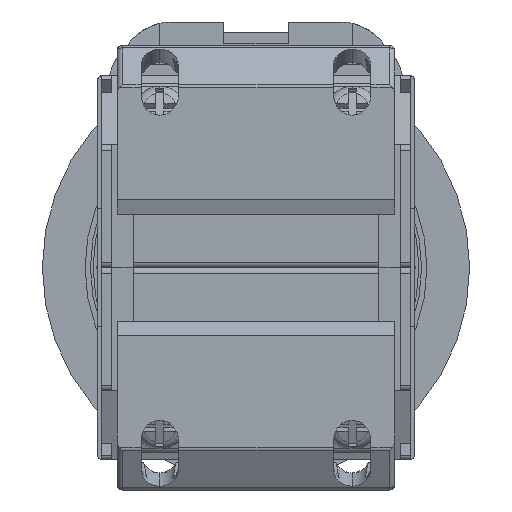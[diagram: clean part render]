
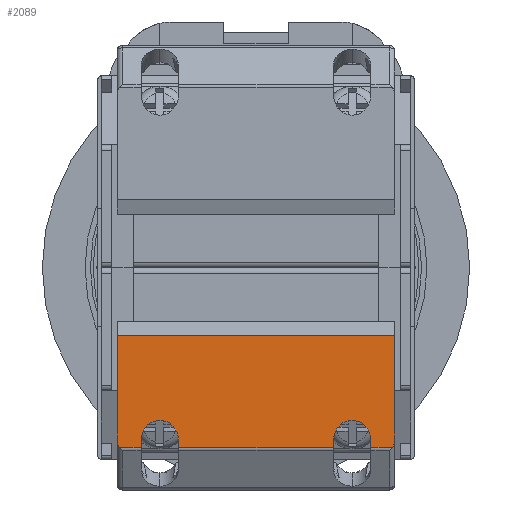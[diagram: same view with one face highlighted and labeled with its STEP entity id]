
A CAD part, front view. The second image highlights one B-rep face of the part: STEP entity #2089.
In plain terms, the highlighted planar face has unit normal (0, -1, 0).
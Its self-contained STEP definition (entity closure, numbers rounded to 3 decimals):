
#64 = CARTESIAN_POINT ( 'NONE',  ( 7.25, -41.5, -16.185 ) ) ;
#254 = DIRECTION ( 'NONE',  ( 0., 0., 1. ) ) ;
#461 = EDGE_CURVE ( 'NONE', #5295, #10193, #10612, .T. ) ;
#504 = CARTESIAN_POINT ( 'NONE',  ( 13., -41.5, -16.039 ) ) ;
#572 = DIRECTION ( 'NONE',  ( 0., 1., 0. ) ) ;
#666 = VERTEX_POINT ( 'NONE', #10794 ) ;
#765 = EDGE_CURVE ( 'NONE', #912, #4964, #8326, .T. ) ;
#912 = VERTEX_POINT ( 'NONE', #4157 ) ;
#936 = EDGE_CURVE ( 'NONE', #12838, #11312, #8850, .T. ) ;
#1015 = ORIENTED_EDGE ( 'NONE', *, *, #6232, .T. ) ;
#1148 = DIRECTION ( 'NONE',  ( 0., 0., -1. ) ) ;
#1401 = ORIENTED_EDGE ( 'NONE', *, *, #12430, .T. ) ;
#1483 = LINE ( 'NONE', #8699, #10087 ) ;
#1590 = CARTESIAN_POINT ( 'NONE',  ( 7.25, -41.5, -6.374 ) ) ;
#1644 = CARTESIAN_POINT ( 'NONE',  ( 13., -41.5, -16.382 ) ) ;
#1713 = CARTESIAN_POINT ( 'NONE',  ( 13., -41.5, -6.374 ) ) ;
#1745 = LINE ( 'NONE', #1713, #13377 ) ;
#1821 = CARTESIAN_POINT ( 'NONE',  ( 13., -41.5, -16.86 ) ) ;
#1909 = VERTEX_POINT ( 'NONE', #3705 ) ;
#1948 = VECTOR ( 'NONE', #6849, 1000. ) ;
#1958 = CARTESIAN_POINT ( 'NONE',  ( -10.75, -41.5, -6.374 ) ) ;
#2056 = DIRECTION ( 'NONE',  ( -1., 0., 0. ) ) ;
#2089 = ADVANCED_FACE ( 'NONE', ( #4765 ), #7280, .F. ) ;
#2107 = VERTEX_POINT ( 'NONE', #7230 ) ;
#2315 = VERTEX_POINT ( 'NONE', #12161 ) ;
#2447 = CARTESIAN_POINT ( 'NONE',  ( -13., -41.5, -6.374 ) ) ;
#2683 = VECTOR ( 'NONE', #13366, 1000. ) ;
#2830 = DIRECTION ( 'NONE',  ( 0., 0., 1. ) ) ;
#2868 = VECTOR ( 'NONE', #3097, 1000. ) ;
#2869 = ORIENTED_EDGE ( 'NONE', *, *, #936, .T. ) ;
#2937 = DIRECTION ( 'NONE',  ( -1., 0., 0. ) ) ;
#3088 =( BOUNDED_CURVE ( )  B_SPLINE_CURVE ( 3, ( #504, #1644, #11758, #5003 ),
 .UNSPECIFIED., .F., .F. ) 
 B_SPLINE_CURVE_WITH_KNOTS ( ( 4, 4 ),
 ( 4.712, 5.736 ),
 .UNSPECIFIED. ) 
 CURVE ( )  GEOMETRIC_REPRESENTATION_ITEM ( )  RATIONAL_B_SPLINE_CURVE ( ( 1., 0.915, 0.915, 1. ) ) 
 REPRESENTATION_ITEM ( '' )  );
#3097 = DIRECTION ( 'NONE',  ( 0., 0., 1. ) ) ;
#3101 = EDGE_CURVE ( 'NONE', #11312, #2107, #9288, .T. ) ;
#3231 = CARTESIAN_POINT ( 'NONE',  ( 12.76, -41.5, -16.86 ) ) ;
#3335 =( BOUNDED_CURVE ( )  B_SPLINE_CURVE ( 3, ( #64, #12397, #5672, #13603 ),
 .UNSPECIFIED., .F., .F. ) 
 B_SPLINE_CURVE_WITH_KNOTS ( ( 4, 4 ),
 ( 4.712, 7.854 ),
 .UNSPECIFIED. ) 
 CURVE ( )  GEOMETRIC_REPRESENTATION_ITEM ( )  RATIONAL_B_SPLINE_CURVE ( ( 1., 0.333, 0.333, 1. ) ) 
 REPRESENTATION_ITEM ( '' )  );
#3542 = EDGE_CURVE ( 'NONE', #13355, #4964, #7567, .T. ) ;
#3632 = CARTESIAN_POINT ( 'NONE',  ( -10.75, -41.5, -12.377 ) ) ;
#3705 = CARTESIAN_POINT ( 'NONE',  ( 13., -41.5, -6.374 ) ) ;
#3890 = CARTESIAN_POINT ( 'NONE',  ( 13., -41.5, -16.039 ) ) ;
#4157 = CARTESIAN_POINT ( 'NONE',  ( 10.75, -41.5, -16.185 ) ) ;
#4300 = LINE ( 'NONE', #1821, #9936 ) ;
#4401 = ORIENTED_EDGE ( 'NONE', *, *, #10678, .T. ) ;
#4529 = ORIENTED_EDGE ( 'NONE', *, *, #3101, .T. ) ;
#4744 = CARTESIAN_POINT ( 'NONE',  ( -7.25, -41.5, -12.377 ) ) ;
#4765 = FACE_OUTER_BOUND ( 'NONE', #7246, .T. ) ;
#4800 = ORIENTED_EDGE ( 'NONE', *, *, #8431, .F. ) ;
#4964 = VERTEX_POINT ( 'NONE', #5309 ) ;
#5003 = CARTESIAN_POINT ( 'NONE',  ( 12.76, -41.5, -16.86 ) ) ;
#5295 = VERTEX_POINT ( 'NONE', #10347 ) ;
#5309 = CARTESIAN_POINT ( 'NONE',  ( 10.75, -41.5, -16.86 ) ) ;
#5672 = CARTESIAN_POINT ( 'NONE',  ( 10.75, -41.5, -12.377 ) ) ;
#5681 = ORIENTED_EDGE ( 'NONE', *, *, #461, .F. ) ;
#6073 = DIRECTION ( 'NONE',  ( 0., 0., -1. ) ) ;
#6121 = CARTESIAN_POINT ( 'NONE',  ( -10.75, -41.5, -16.185 ) ) ;
#6232 = EDGE_CURVE ( 'NONE', #2107, #666, #13002, .T. ) ;
#6580 = AXIS2_PLACEMENT_3D ( 'NONE', #9496, #572, #8424 ) ;
#6596 = CARTESIAN_POINT ( 'NONE',  ( -12.76, -41.5, -16.86 ) ) ;
#6634 = CARTESIAN_POINT ( 'NONE',  ( -13., -41.5, -16.039 ) ) ;
#6849 = DIRECTION ( 'NONE',  ( -1., 0., 0. ) ) ;
#7146 = CARTESIAN_POINT ( 'NONE',  ( 10.75, -41.5, -6.374 ) ) ;
#7230 = CARTESIAN_POINT ( 'NONE',  ( -7.25, -41.5, -16.185 ) ) ;
#7246 = EDGE_LOOP ( 'NONE', ( #11865, #1401, #8233, #8460, #8377, #4401, #13059, #5681, #9907, #7461, #2869, #4529, #1015, #4800 ) ) ;
#7280 = PLANE ( 'NONE',  #6580 ) ;
#7397 = LINE ( 'NONE', #1590, #9686 ) ;
#7461 = ORIENTED_EDGE ( 'NONE', *, *, #13369, .F. ) ;
#7556 = CARTESIAN_POINT ( 'NONE',  ( 7.25, -41.5, -16.86 ) ) ;
#7567 = LINE ( 'NONE', #11379, #1948 ) ;
#7604 = CARTESIAN_POINT ( 'NONE',  ( -10.75, -41.5, -16.86 ) ) ;
#7761 = EDGE_CURVE ( 'NONE', #9494, #13355, #3088, .T. ) ;
#7863 = CARTESIAN_POINT ( 'NONE',  ( -7.25, -41.5, -6.374 ) ) ;
#8233 = ORIENTED_EDGE ( 'NONE', *, *, #765, .T. ) ;
#8326 = LINE ( 'NONE', #7146, #13999 ) ;
#8377 = ORIENTED_EDGE ( 'NONE', *, *, #7761, .F. ) ;
#8424 = DIRECTION ( 'NONE',  ( 0., 0., -1. ) ) ;
#8431 = EDGE_CURVE ( 'NONE', #10241, #666, #4300, .T. ) ;
#8460 = ORIENTED_EDGE ( 'NONE', *, *, #3542, .F. ) ;
#8699 = CARTESIAN_POINT ( 'NONE',  ( 13., -41.5, -6.374 ) ) ;
#8850 = LINE ( 'NONE', #1958, #2868 ) ;
#9288 =( BOUNDED_CURVE ( )  B_SPLINE_CURVE ( 3, ( #11500, #3632, #4744, #12630 ),
 .UNSPECIFIED., .F., .F. ) 
 B_SPLINE_CURVE_WITH_KNOTS ( ( 4, 4 ),
 ( 4.712, 7.854 ),
 .UNSPECIFIED. ) 
 CURVE ( )  GEOMETRIC_REPRESENTATION_ITEM ( )  RATIONAL_B_SPLINE_CURVE ( ( 1., 0.333, 0.333, 1. ) ) 
 REPRESENTATION_ITEM ( '' )  );
#9477 = EDGE_CURVE ( 'NONE', #10241, #2315, #7397, .T. ) ;
#9494 = VERTEX_POINT ( 'NONE', #3890 ) ;
#9496 = CARTESIAN_POINT ( 'NONE',  ( 13., -41.5, -6.374 ) ) ;
#9686 = VECTOR ( 'NONE', #11713, 1000. ) ;
#9907 = ORIENTED_EDGE ( 'NONE', *, *, #11169, .F. ) ;
#9936 = VECTOR ( 'NONE', #2937, 1000. ) ;
#9998 = VECTOR ( 'NONE', #1148, 1000. ) ;
#10087 = VECTOR ( 'NONE', #2056, 1000. ) ;
#10193 = VERTEX_POINT ( 'NONE', #13085 ) ;
#10241 = VERTEX_POINT ( 'NONE', #7556 ) ;
#10347 = CARTESIAN_POINT ( 'NONE',  ( -13., -41.5, -16.039 ) ) ;
#10612 = LINE ( 'NONE', #2447, #13658 ) ;
#10678 = EDGE_CURVE ( 'NONE', #9494, #1909, #1745, .T. ) ;
#10794 = CARTESIAN_POINT ( 'NONE',  ( -7.25, -41.5, -16.86 ) ) ;
#11078 = CARTESIAN_POINT ( 'NONE',  ( -12.913, -41.5, -16.681 ) ) ;
#11169 = EDGE_CURVE ( 'NONE', #13376, #5295, #12265, .T. ) ;
#11312 = VERTEX_POINT ( 'NONE', #6121 ) ;
#11379 = CARTESIAN_POINT ( 'NONE',  ( 13., -41.5, -16.86 ) ) ;
#11500 = CARTESIAN_POINT ( 'NONE',  ( -10.75, -41.5, -16.185 ) ) ;
#11664 = LINE ( 'NONE', #12227, #2683 ) ;
#11713 = DIRECTION ( 'NONE',  ( 0., 0., 1. ) ) ;
#11758 = CARTESIAN_POINT ( 'NONE',  ( 12.913, -41.5, -16.681 ) ) ;
#11865 = ORIENTED_EDGE ( 'NONE', *, *, #9477, .T. ) ;
#12161 = CARTESIAN_POINT ( 'NONE',  ( 7.25, -41.5, -16.185 ) ) ;
#12227 = CARTESIAN_POINT ( 'NONE',  ( 13., -41.5, -16.86 ) ) ;
#12265 =( BOUNDED_CURVE ( )  B_SPLINE_CURVE ( 3, ( #14531, #11078, #13423, #6634 ),
 .UNSPECIFIED., .F., .F. ) 
 B_SPLINE_CURVE_WITH_KNOTS ( ( 4, 4 ),
 ( 3.689, 4.712 ),
 .UNSPECIFIED. ) 
 CURVE ( )  GEOMETRIC_REPRESENTATION_ITEM ( )  RATIONAL_B_SPLINE_CURVE ( ( 1., 0.915, 0.915, 1. ) ) 
 REPRESENTATION_ITEM ( '' )  );
#12397 = CARTESIAN_POINT ( 'NONE',  ( 7.25, -41.5, -12.377 ) ) ;
#12430 = EDGE_CURVE ( 'NONE', #2315, #912, #3335, .T. ) ;
#12630 = CARTESIAN_POINT ( 'NONE',  ( -7.25, -41.5, -16.185 ) ) ;
#12838 = VERTEX_POINT ( 'NONE', #7604 ) ;
#12885 = EDGE_CURVE ( 'NONE', #1909, #10193, #1483, .T. ) ;
#13002 = LINE ( 'NONE', #7863, #9998 ) ;
#13059 = ORIENTED_EDGE ( 'NONE', *, *, #12885, .T. ) ;
#13085 = CARTESIAN_POINT ( 'NONE',  ( -13., -41.5, -6.374 ) ) ;
#13355 = VERTEX_POINT ( 'NONE', #3231 ) ;
#13366 = DIRECTION ( 'NONE',  ( -1., 0., 0. ) ) ;
#13369 = EDGE_CURVE ( 'NONE', #12838, #13376, #11664, .T. ) ;
#13376 = VERTEX_POINT ( 'NONE', #6596 ) ;
#13377 = VECTOR ( 'NONE', #2830, 1000. ) ;
#13423 = CARTESIAN_POINT ( 'NONE',  ( -13., -41.5, -16.382 ) ) ;
#13603 = CARTESIAN_POINT ( 'NONE',  ( 10.75, -41.5, -16.185 ) ) ;
#13658 = VECTOR ( 'NONE', #254, 1000. ) ;
#13999 = VECTOR ( 'NONE', #6073, 1000. ) ;
#14531 = CARTESIAN_POINT ( 'NONE',  ( -12.76, -41.5, -16.86 ) ) ;
